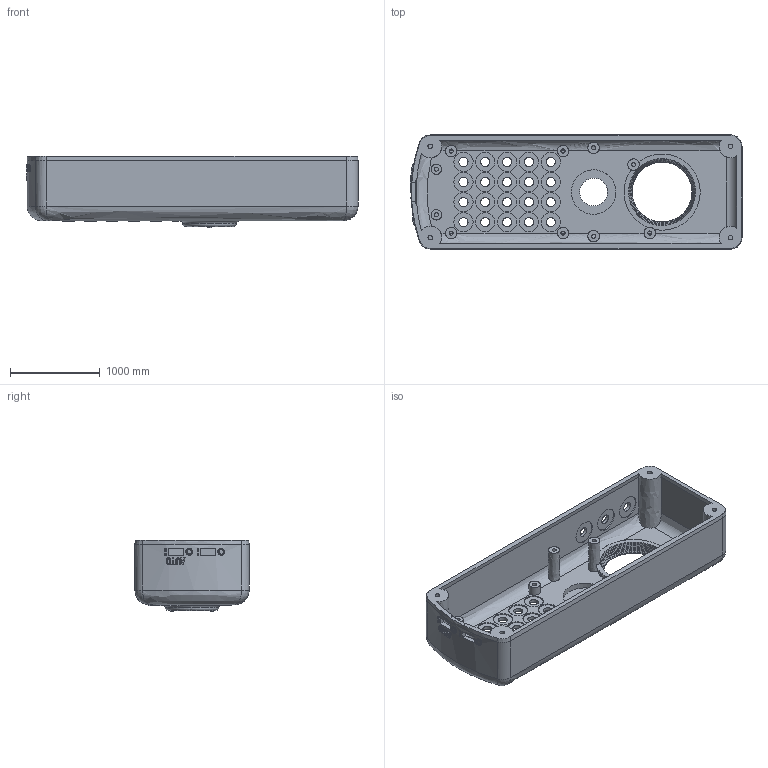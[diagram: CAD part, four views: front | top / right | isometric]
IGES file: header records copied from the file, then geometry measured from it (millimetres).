
Global section: file name: Gehäuse,; native system: AutoCAD Utility Design 2015 - English; preprocessor: Autodesk Translation Framework DWG producer (atf_dwg_producer); organization: unknown; date: 20190116.170357; units: inch
Bounding box: 3694.03 x 1270 x 794.51 mm (x, y, z)
Volume: 621941527.7 mm3; surface area: 23781123.6 mm2
Topology: 68 solids, 68 shells, 2330 faces, 4646 edges, 2512 vertices
Faces by surface type: bspline 2330
